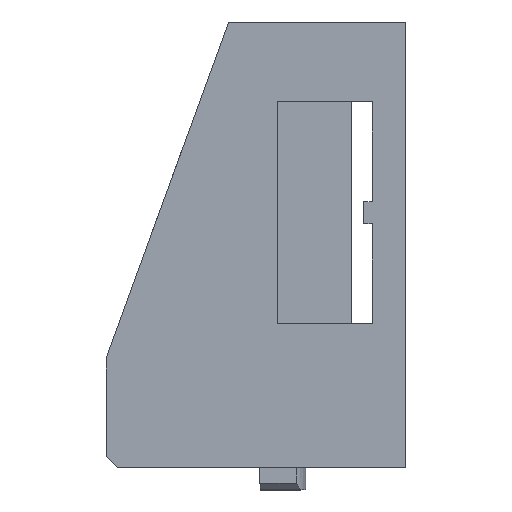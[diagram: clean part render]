
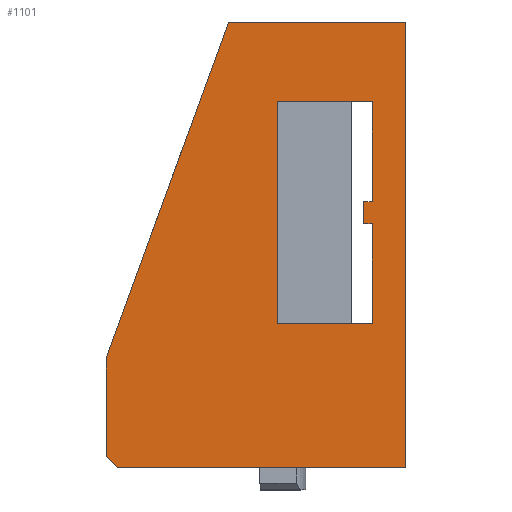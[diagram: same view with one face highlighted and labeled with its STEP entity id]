
A CAD part, top view. The second image highlights one B-rep face of the part: STEP entity #1101.
In plain terms, the highlighted planar face has unit normal (0, 0, 1).
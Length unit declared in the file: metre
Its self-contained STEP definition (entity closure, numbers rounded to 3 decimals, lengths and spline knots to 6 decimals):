
#14=LINE('',#1584,#143);
#32=LINE('',#1621,#161);
#46=LINE('',#1651,#175);
#50=LINE('',#1663,#179);
#56=LINE('',#1678,#185);
#58=LINE('',#1682,#187);
#80=LINE('',#1730,#209);
#83=LINE('',#1735,#212);
#85=LINE('',#1739,#214);
#86=LINE('',#1744,#215);
#88=LINE('',#1749,#217);
#95=LINE('',#1767,#224);
#99=LINE('',#1776,#228);
#101=LINE('',#1779,#230);
#143=VECTOR('',#1246,1.);
#161=VECTOR('',#1268,1.);
#175=VECTOR('',#1292,1.);
#179=VECTOR('',#1304,1.);
#185=VECTOR('',#1316,1.);
#187=VECTOR('',#1320,1.);
#209=VECTOR('',#1354,1.);
#212=VECTOR('',#1359,1.);
#214=VECTOR('',#1363,1.);
#215=VECTOR('',#1372,1.);
#217=VECTOR('',#1378,1.);
#224=VECTOR('',#1393,1.);
#228=VECTOR('',#1399,1.);
#230=VECTOR('',#1403,1.);
#290=PLANE('',#1189);
#476=ORIENTED_EDGE('',*,*,#741,.F.);
#477=ORIENTED_EDGE('',*,*,#647,.F.);
#478=ORIENTED_EDGE('',*,*,#666,.T.);
#479=ORIENTED_EDGE('',*,*,#681,.F.);
#480=ORIENTED_EDGE('',*,*,#745,.F.);
#481=ORIENTED_EDGE('',*,*,#747,.F.);
#482=ORIENTED_EDGE('',*,*,#723,.F.);
#483=ORIENTED_EDGE('',*,*,#720,.T.);
#484=ORIENTED_EDGE('',*,*,#731,.T.);
#485=ORIENTED_EDGE('',*,*,#728,.T.);
#486=ORIENTED_EDGE('',*,*,#696,.T.);
#487=ORIENTED_EDGE('',*,*,#694,.T.);
#488=ORIENTED_EDGE('',*,*,#687,.F.);
#489=ORIENTED_EDGE('',*,*,#725,.T.);
#647=EDGE_CURVE('',#802,#803,#14,.T.);
#666=EDGE_CURVE('',#802,#819,#32,.T.);
#681=EDGE_CURVE('',#829,#819,#46,.T.);
#687=EDGE_CURVE('',#834,#835,#50,.T.);
#694=EDGE_CURVE('',#841,#835,#56,.T.);
#696=EDGE_CURVE('',#842,#841,#58,.T.);
#720=EDGE_CURVE('',#862,#861,#80,.T.);
#723=EDGE_CURVE('',#862,#863,#83,.T.);
#725=EDGE_CURVE('',#834,#863,#85,.T.);
#728=EDGE_CURVE('',#864,#842,#86,.T.);
#731=EDGE_CURVE('',#861,#864,#88,.T.);
#741=EDGE_CURVE('',#803,#872,#95,.T.);
#745=EDGE_CURVE('',#874,#829,#99,.T.);
#747=EDGE_CURVE('',#872,#874,#101,.F.);
#802=VERTEX_POINT('',#1583);
#803=VERTEX_POINT('',#1585);
#819=VERTEX_POINT('',#1620);
#829=VERTEX_POINT('',#1649);
#834=VERTEX_POINT('',#1662);
#835=VERTEX_POINT('',#1664);
#841=VERTEX_POINT('',#1679);
#842=VERTEX_POINT('',#1683);
#861=VERTEX_POINT('',#1729);
#862=VERTEX_POINT('',#1731);
#863=VERTEX_POINT('',#1736);
#864=VERTEX_POINT('',#1745);
#872=VERTEX_POINT('',#1768);
#874=VERTEX_POINT('',#1774);
#950=EDGE_LOOP('',(#476,#477,#478,#479,#480,#481));
#951=EDGE_LOOP('',(#482,#483,#484,#485,#486,#487,#488,#489));
#1027=FACE_BOUND('',#950,.T.);
#1028=FACE_BOUND('',#951,.T.);
#1101=ADVANCED_FACE('',(#1027,#1028),#290,.T.);
#1189=AXIS2_PLACEMENT_3D('',#1778,#1401,#1402);
#1246=DIRECTION('',(0.,-1.,0.));
#1268=DIRECTION('',(-1.,0.,0.));
#1292=DIRECTION('',(0.342,0.94,0.));
#1304=DIRECTION('',(-1.,0.,0.));
#1316=DIRECTION('',(0.,-1.,0.));
#1320=DIRECTION('',(-1.,0.,0.));
#1354=DIRECTION('',(0.,1.,0.));
#1359=DIRECTION('',(1.,0.,0.));
#1363=DIRECTION('',(0.,-1.,0.));
#1372=DIRECTION('',(0.,-1.,0.));
#1378=DIRECTION('',(1.,0.,0.));
#1393=DIRECTION('',(-1.,0.,0.));
#1399=DIRECTION('',(0.,1.,0.));
#1401=DIRECTION('',(0.,0.,1.));
#1402=DIRECTION('',(-1.,0.,0.));
#1403=DIRECTION('',(0.707,-0.707,0.));
#1583=CARTESIAN_POINT('',(0.,0.041,-0.0285));
#1584=CARTESIAN_POINT('',(0.,0.0188,-0.0285));
#1585=CARTESIAN_POINT('',(0.,0.0008,-0.0285));
#1620=CARTESIAN_POINT('',(-0.015971,0.041,-0.0285));
#1621=CARTESIAN_POINT('',(-0.007986,0.041,-0.0285));
#1649=CARTESIAN_POINT('',(-0.027,0.010699,-0.0285));
#1651=CARTESIAN_POINT('',(-0.02225,0.023749,-0.0285));
#1662=CARTESIAN_POINT('',(-0.003,0.022805,-0.0285));
#1663=CARTESIAN_POINT('',(-0.0034,0.022805,-0.0285));
#1664=CARTESIAN_POINT('',(-0.0038,0.022805,-0.0285));
#1678=CARTESIAN_POINT('',(-0.0038,0.023805,-0.0285));
#1679=CARTESIAN_POINT('',(-0.0038,0.024805,-0.0285));
#1682=CARTESIAN_POINT('',(-0.0034,0.024805,-0.0285));
#1683=CARTESIAN_POINT('',(-0.003,0.024805,-0.0285));
#1729=CARTESIAN_POINT('',(-0.0116,0.033805,-0.0285));
#1730=CARTESIAN_POINT('',(-0.0116,0.023805,-0.0285));
#1731=CARTESIAN_POINT('',(-0.0116,0.013805,-0.0285));
#1735=CARTESIAN_POINT('',(-0.0034,0.013805,-0.0285));
#1736=CARTESIAN_POINT('',(-0.003,0.013805,-0.0285));
#1739=CARTESIAN_POINT('',(-0.003,0.018305,-0.0285));
#1744=CARTESIAN_POINT('',(-0.003,0.029305,-0.0285));
#1745=CARTESIAN_POINT('',(-0.003,0.033805,-0.0285));
#1749=CARTESIAN_POINT('',(-0.0034,0.033805,-0.0285));
#1767=CARTESIAN_POINT('',(-0.015,0.0008,-0.0285));
#1768=CARTESIAN_POINT('',(-0.026,0.0008,-0.0285));
#1774=CARTESIAN_POINT('',(-0.027,0.0018,-0.0285));
#1776=CARTESIAN_POINT('',(-0.027,0.005749,-0.0285));
#1778=CARTESIAN_POINT('',(0.,0.0209,-0.0285));
#1779=CARTESIAN_POINT('',(-0.02305,-0.00215,-0.0285));
